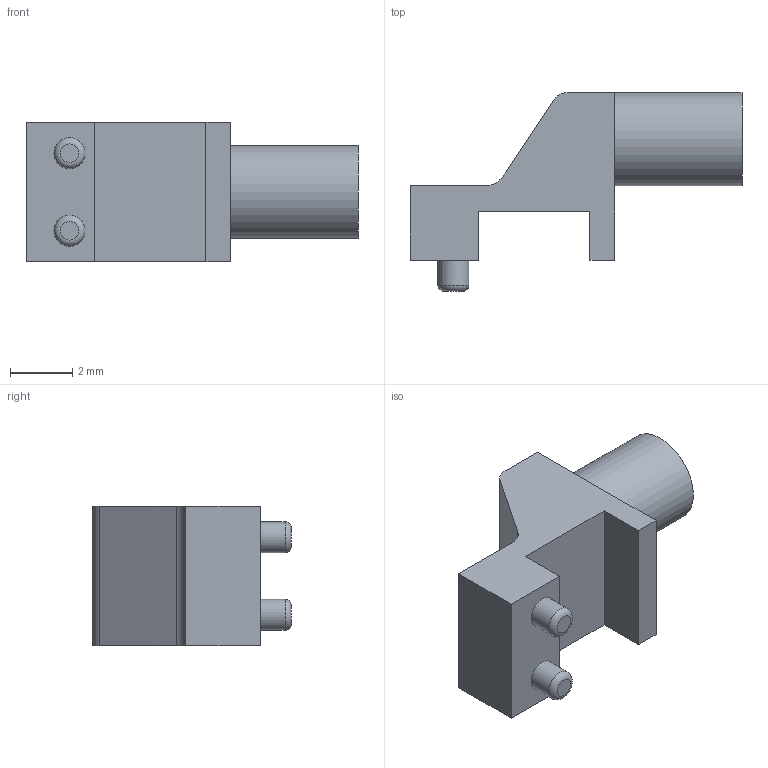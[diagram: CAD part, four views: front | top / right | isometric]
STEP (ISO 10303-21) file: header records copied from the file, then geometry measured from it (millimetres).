
FILE_DESCRIPTION(/* description */ (''),/* implementation_level */ '2;1');
FILE_NAME(/* name */ 'LEP3-4.1.step',/* time_stamp */ '2024-04-22T17:23:08+08:00',/* author */ (''),/* organization */ (''),/* preprocessor_version */ 'ST-DEVELOPER v20',/* originating_system */ 'Autodesk Translation Framework v12.20.1.177',/* authorisation */ '');
FILE_SCHEMA (('AUTOMOTIVE_DESIGN { 1 0 10303 214 3 1 1 }'));
Length unit declared in the file: millimetre
Products named in the file (1): LEP3-4.1
Bounding box: 10.7 x 6.4 x 4.5 mm (x, y, z)
Volume: 114.3 mm3; surface area: 196.9 mm2
Topology: 1 solids, 1 shells, 22 faces, 53 edges, 35 vertices
Faces by surface type: plane 15, cylinder 5, torus 2
Full cylindrical faces by diameter (mm): 1 x2, 3 x1
Entity records: 686 total; most frequent: DIRECTION 116, CARTESIAN_POINT 111, ORIENTED_EDGE 106, EDGE_CURVE 53, AXIS2_PLACEMENT_3D 40, LINE 36, VECTOR 36, VERTEX_POINT 35
